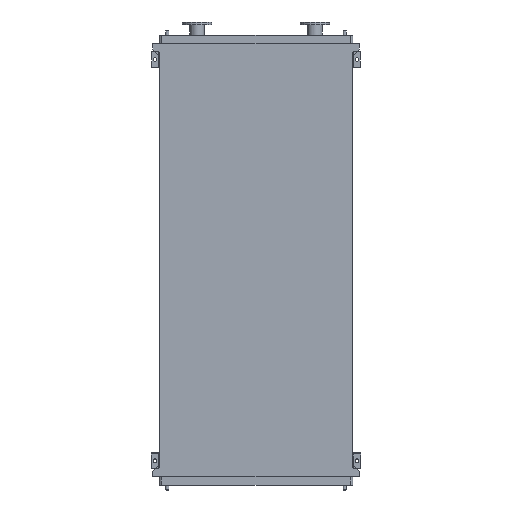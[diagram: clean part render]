
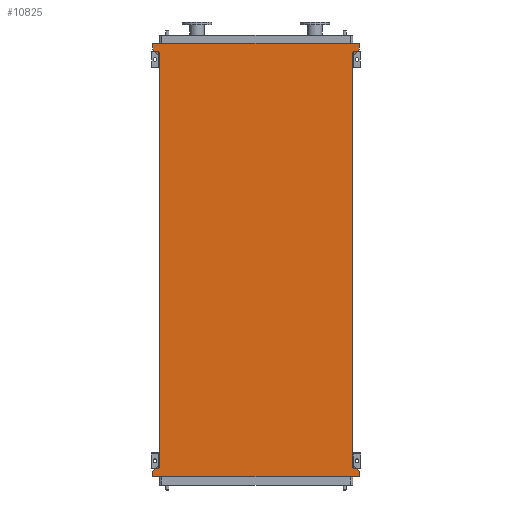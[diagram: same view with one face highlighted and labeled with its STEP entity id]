
A CAD part, front view. The second image highlights one B-rep face of the part: STEP entity #10825.
In plain terms, the highlighted planar face has unit normal (0, -1, 0).
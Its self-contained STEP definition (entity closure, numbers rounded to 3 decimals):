
#48 = CARTESIAN_POINT ( 'NONE',  ( -771., 0., -3103. ) ) ;
#363 = CARTESIAN_POINT ( 'NONE',  ( -725., 0., -3050. ) ) ;
#575 = ORIENTED_EDGE ( 'NONE', *, *, #7988, .F. ) ;
#633 = DIRECTION ( 'NONE',  ( 0.655, 0., -0.755 ) ) ;
#1673 = LINE ( 'NONE', #8011, #12175 ) ;
#1773 = CARTESIAN_POINT ( 'NONE',  ( -725., 0., -3050. ) ) ;
#2438 = VERTEX_POINT ( 'NONE', #4556 ) ;
#2565 = AXIS2_PLACEMENT_3D ( 'NONE', #1773, #12276, #3332 ) ;
#2605 = VERTEX_POINT ( 'NONE', #7854 ) ;
#2652 = VECTOR ( 'NONE', #16305, 1000. ) ;
#3010 = EDGE_CURVE ( 'NONE', #7946, #13115, #19046, .T. ) ;
#3272 = VECTOR ( 'NONE', #12565, 1000. ) ;
#3332 = DIRECTION ( 'NONE',  ( 0., 0., -1. ) ) ;
#3555 = ORIENTED_EDGE ( 'NONE', *, *, #4509, .F. ) ;
#3771 = VECTOR ( 'NONE', #13665, 1000. ) ;
#3942 = DIRECTION ( 'NONE',  ( 1., 0., 0. ) ) ;
#3992 = EDGE_CURVE ( 'NONE', #13115, #4060, #1673, .T. ) ;
#4060 = VERTEX_POINT ( 'NONE', #12798 ) ;
#4349 = ORIENTED_EDGE ( 'NONE', *, *, #6003, .F. ) ;
#4449 = VERTEX_POINT ( 'NONE', #363 ) ;
#4465 = CARTESIAN_POINT ( 'NONE',  ( 771., 0., -3103. ) ) ;
#4509 = EDGE_CURVE ( 'NONE', #2605, #13590, #17023, .T. ) ;
#4556 = CARTESIAN_POINT ( 'NONE',  ( -725., 0., 0. ) ) ;
#4995 = EDGE_CURVE ( 'NONE', #4060, #16225, #10505, .T. ) ;
#5554 = ORIENTED_EDGE ( 'NONE', *, *, #6987, .F. ) ;
#5992 = VECTOR ( 'NONE', #8531, 1000. ) ;
#6003 = EDGE_CURVE ( 'NONE', #16225, #4449, #8153, .T. ) ;
#6218 = VECTOR ( 'NONE', #16514, 1000. ) ;
#6541 = CARTESIAN_POINT ( 'NONE',  ( -771., 0., -3145. ) ) ;
#6987 = EDGE_CURVE ( 'NONE', #2438, #10106, #15583, .T. ) ;
#7232 = LINE ( 'NONE', #16956, #3272 ) ;
#7267 = LINE ( 'NONE', #13732, #3771 ) ;
#7523 = LINE ( 'NONE', #8891, #2652 ) ;
#7632 = VECTOR ( 'NONE', #13939, 1000. ) ;
#7750 = ORIENTED_EDGE ( 'NONE', *, *, #17967, .T. ) ;
#7854 = CARTESIAN_POINT ( 'NONE',  ( -771., 0., 95. ) ) ;
#7928 = ORIENTED_EDGE ( 'NONE', *, *, #3992, .F. ) ;
#7941 = DIRECTION ( 'NONE',  ( -1., 0., 0. ) ) ;
#7946 = VERTEX_POINT ( 'NONE', #14411 ) ;
#7988 = EDGE_CURVE ( 'NONE', #10106, #2605, #17868, .T. ) ;
#8011 = CARTESIAN_POINT ( 'NONE',  ( 771., 0., -3145. ) ) ;
#8024 = CARTESIAN_POINT ( 'NONE',  ( 771., 0., 95. ) ) ;
#8037 = DIRECTION ( 'NONE',  ( 0., 0., 1. ) ) ;
#8153 = LINE ( 'NONE', #48, #11683 ) ;
#8253 = EDGE_CURVE ( 'NONE', #4449, #2438, #14166, .T. ) ;
#8489 = VECTOR ( 'NONE', #633, 1000. ) ;
#8531 = DIRECTION ( 'NONE',  ( 0., 0., 1. ) ) ;
#8891 = CARTESIAN_POINT ( 'NONE',  ( 725., 0., -3050. ) ) ;
#8988 = DIRECTION ( 'NONE',  ( 0.655, 0., 0.755 ) ) ;
#9255 = PLANE ( 'NONE',  #2565 ) ;
#9629 = CARTESIAN_POINT ( 'NONE',  ( 725., 0., 0. ) ) ;
#9758 = CARTESIAN_POINT ( 'NONE',  ( 771., 0., -3145. ) ) ;
#10054 = VECTOR ( 'NONE', #8037, 1000. ) ;
#10106 = VERTEX_POINT ( 'NONE', #11401 ) ;
#10228 = VERTEX_POINT ( 'NONE', #16380 ) ;
#10505 = LINE ( 'NONE', #6541, #10054 ) ;
#10718 = EDGE_LOOP ( 'NONE', ( #7750, #13406, #13201, #3555, #575, #5554, #18769, #4349, #19050, #7928, #12369, #14950 ) ) ;
#10825 = ADVANCED_FACE ( 'NONE', ( #15919 ), #9255, .T. ) ;
#11401 = CARTESIAN_POINT ( 'NONE',  ( -771., 0., 53. ) ) ;
#11579 = VERTEX_POINT ( 'NONE', #9629 ) ;
#11683 = VECTOR ( 'NONE', #8988, 1000. ) ;
#12023 = EDGE_CURVE ( 'NONE', #13590, #10228, #7267, .T. ) ;
#12175 = VECTOR ( 'NONE', #7941, 1000. ) ;
#12276 = DIRECTION ( 'NONE',  ( 0., -1., 0. ) ) ;
#12369 = ORIENTED_EDGE ( 'NONE', *, *, #3010, .F. ) ;
#12437 = CARTESIAN_POINT ( 'NONE',  ( -725., 0., 0. ) ) ;
#12565 = DIRECTION ( 'NONE',  ( -0.655, 0., -0.755 ) ) ;
#12798 = CARTESIAN_POINT ( 'NONE',  ( -771., 0., -3145. ) ) ;
#13013 = EDGE_CURVE ( 'NONE', #10228, #11579, #7232, .T. ) ;
#13090 = VECTOR ( 'NONE', #3942, 1000. ) ;
#13115 = VERTEX_POINT ( 'NONE', #9758 ) ;
#13201 = ORIENTED_EDGE ( 'NONE', *, *, #12023, .F. ) ;
#13406 = ORIENTED_EDGE ( 'NONE', *, *, #13013, .F. ) ;
#13590 = VERTEX_POINT ( 'NONE', #8024 ) ;
#13665 = DIRECTION ( 'NONE',  ( 0., 0., -1. ) ) ;
#13732 = CARTESIAN_POINT ( 'NONE',  ( 771., 0., 95. ) ) ;
#13939 = DIRECTION ( 'NONE',  ( -0.655, 0., 0.755 ) ) ;
#14166 = LINE ( 'NONE', #16402, #6218 ) ;
#14274 = CARTESIAN_POINT ( 'NONE',  ( -771., 0., 95. ) ) ;
#14411 = CARTESIAN_POINT ( 'NONE',  ( 771., 0., -3103. ) ) ;
#14478 = CARTESIAN_POINT ( 'NONE',  ( -771., 0., 53. ) ) ;
#14909 = DIRECTION ( 'NONE',  ( 0., 0., -1. ) ) ;
#14950 = ORIENTED_EDGE ( 'NONE', *, *, #19314, .F. ) ;
#15108 = VECTOR ( 'NONE', #14909, 1000. ) ;
#15583 = LINE ( 'NONE', #12437, #7632 ) ;
#15919 = FACE_OUTER_BOUND ( 'NONE', #10718, .T. ) ;
#16225 = VERTEX_POINT ( 'NONE', #16820 ) ;
#16245 = CARTESIAN_POINT ( 'NONE',  ( 725., 0., -3050. ) ) ;
#16305 = DIRECTION ( 'NONE',  ( 0., 0., 1. ) ) ;
#16380 = CARTESIAN_POINT ( 'NONE',  ( 771., 0., 53. ) ) ;
#16402 = CARTESIAN_POINT ( 'NONE',  ( -725., 0., -3050. ) ) ;
#16410 = LINE ( 'NONE', #18472, #8489 ) ;
#16514 = DIRECTION ( 'NONE',  ( 0., 0., 1. ) ) ;
#16820 = CARTESIAN_POINT ( 'NONE',  ( -771., 0., -3103. ) ) ;
#16956 = CARTESIAN_POINT ( 'NONE',  ( 771., 0., 53. ) ) ;
#17023 = LINE ( 'NONE', #14274, #13090 ) ;
#17868 = LINE ( 'NONE', #14478, #5992 ) ;
#17927 = VERTEX_POINT ( 'NONE', #16245 ) ;
#17967 = EDGE_CURVE ( 'NONE', #17927, #11579, #7523, .T. ) ;
#18472 = CARTESIAN_POINT ( 'NONE',  ( 725., 0., -3050. ) ) ;
#18769 = ORIENTED_EDGE ( 'NONE', *, *, #8253, .F. ) ;
#19046 = LINE ( 'NONE', #4465, #15108 ) ;
#19050 = ORIENTED_EDGE ( 'NONE', *, *, #4995, .F. ) ;
#19314 = EDGE_CURVE ( 'NONE', #17927, #7946, #16410, .T. ) ;
